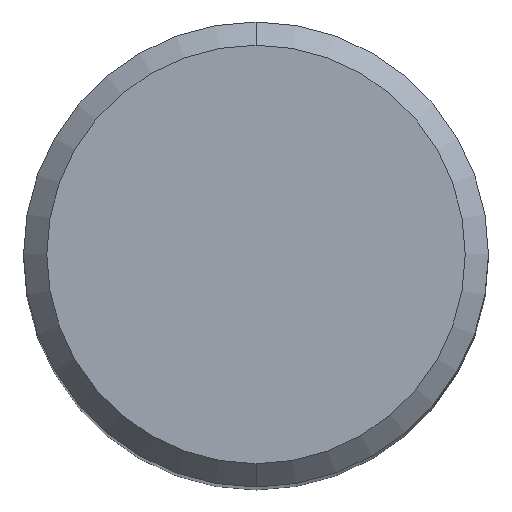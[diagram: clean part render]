
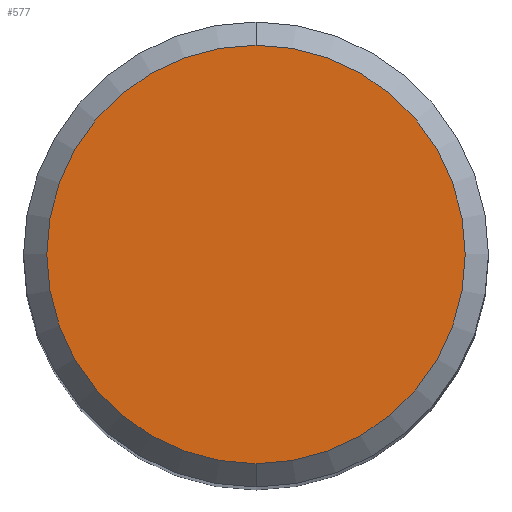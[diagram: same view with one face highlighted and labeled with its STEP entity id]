
A CAD part, top view. The second image highlights one B-rep face of the part: STEP entity #577.
In plain terms, the highlighted planar face has unit normal (0, 0, 1).
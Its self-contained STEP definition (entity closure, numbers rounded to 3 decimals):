
#493=VERTEX_POINT('',#1122);
#569=VERTEX_POINT('',#1203);
#577=ADVANCED_FACE('',(#1213),#1214,.T.);
#613=EDGE_CURVE('',#493,#569,#1253,.T.);
#657=EDGE_CURVE('',#569,#493,#1301,.T.);
#1122=CARTESIAN_POINT('',(0.,-5.4,0.0));
#1203=CARTESIAN_POINT('',(0.0,5.4,0.0));
#1213=FACE_OUTER_BOUND('',#5127,.T.);
#1214=PLANE('',#5128);
#1253=CIRCLE('',#5397,5.4);
#1301=CIRCLE('',#5608,5.4);
#5127=EDGE_LOOP('',(#7967,#7968));
#5128=AXIS2_PLACEMENT_3D('',#7969,#7970,#7971);
#5397=AXIS2_PLACEMENT_3D('',#8005,#8006,#8007);
#5608=AXIS2_PLACEMENT_3D('',#8056,#8057,#8058);
#7967=ORIENTED_EDGE('',*,*,#657,.F.);
#7968=ORIENTED_EDGE('',*,*,#613,.F.);
#7969=CARTESIAN_POINT('',(0.0,2.7,0.0));
#7970=DIRECTION('',(-0.0,0.0,1.0));
#7971=DIRECTION('',(0.0,-1.0,0.0));
#8005=CARTESIAN_POINT('',(0.0,0.0,0.0));
#8006=DIRECTION('',(0.0,0.0,-1.0));
#8007=DIRECTION('',(0.0,1.0,0.0));
#8056=CARTESIAN_POINT('',(0.0,0.0,0.0));
#8057=DIRECTION('',(0.0,0.0,-1.0));
#8058=DIRECTION('',(0.0,1.0,0.0));
